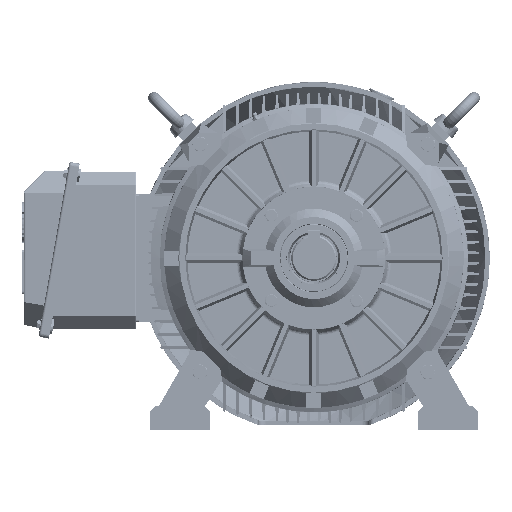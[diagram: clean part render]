
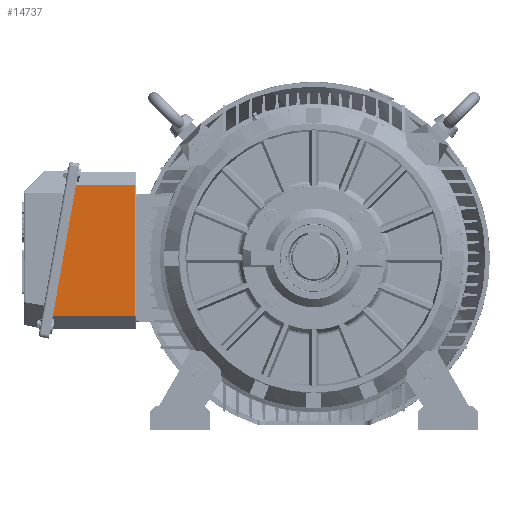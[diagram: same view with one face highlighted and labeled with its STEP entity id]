
A CAD part, left-side view. The second image highlights one B-rep face of the part: STEP entity #14737.
In plain terms, the highlighted face is planar.
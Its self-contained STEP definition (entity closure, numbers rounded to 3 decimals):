
#14288 = VERTEX_POINT ( 'NONE', #67066 ) ;
#14329 = VERTEX_POINT ( 'NONE', #67083 ) ;
#14340 = EDGE_CURVE ( 'NONE', #14342, #14329, #67180, .T. ) ;
#14342 = VERTEX_POINT ( 'NONE', #67173 ) ;
#14430 = EDGE_CURVE ( 'NONE', #14342, #14288, #133084, .T. ) ;
#14476 = VERTEX_POINT ( 'NONE', #133307 ) ;
#14485 = EDGE_CURVE ( 'NONE', #14476, #14329, #133289, .T. ) ;
#14737 = ADVANCED_FACE ( 'NONE', ( #133764 ), #133806, .T. ) ;
#14738 = EDGE_LOOP ( 'NONE', ( #14739, #14740, #14744, #14842 ) ) ;
#14739 = ORIENTED_EDGE ( 'NONE', *, *, #14485, .F. ) ;
#14740 = ORIENTED_EDGE ( 'NONE', *, *, #14742, .T. ) ;
#14742 = EDGE_CURVE ( 'NONE', #14476, #14288, #133800, .T. ) ;
#14744 = ORIENTED_EDGE ( 'NONE', *, *, #14430, .F. ) ;
#14842 = ORIENTED_EDGE ( 'NONE', *, *, #14340, .T. ) ;
#67066 = CARTESIAN_POINT ( 'NONE',  ( 17.929, 2., -120. ) ) ;
#67083 = CARTESIAN_POINT ( 'NONE',  ( 191.683, 110.839, -120. ) ) ;
#67173 = CARTESIAN_POINT ( 'NONE',  ( 17.929, 80.201, -120. ) ) ;
#67176 = DIRECTION ( 'NONE',  ( 0.985, 0.174, 0. ) ) ;
#67178 = VECTOR ( 'NONE', #67176, 1000. ) ;
#67179 = CARTESIAN_POINT ( 'NONE',  ( -13.175, 74.717, -120. ) ) ;
#67180 = LINE ( 'NONE', #67179, #67178 ) ;
#133079 = DIRECTION ( 'NONE',  ( 0., -1., 0. ) ) ;
#133080 = VECTOR ( 'NONE', #133079, 1000. ) ;
#133083 = CARTESIAN_POINT ( 'NONE',  ( 17.929, 0., -120. ) ) ;
#133084 = LINE ( 'NONE', #133083, #133080 ) ;
#133286 = DIRECTION ( 'NONE',  ( 0., 1., 0. ) ) ;
#133287 = VECTOR ( 'NONE', #133286, 1000. ) ;
#133288 = CARTESIAN_POINT ( 'NONE',  ( 191.683, 0., -120. ) ) ;
#133289 = LINE ( 'NONE', #133288, #133287 ) ;
#133307 = CARTESIAN_POINT ( 'NONE',  ( 191.683, 2., -120. ) ) ;
#133764 = FACE_OUTER_BOUND ( 'NONE', #14738, .T. ) ;
#133800 = LINE ( 'NONE', #133939, #133938 ) ;
#133802 = DIRECTION ( 'NONE',  ( -1., 0., 0. ) ) ;
#133803 = DIRECTION ( 'NONE',  ( 0., 0., -1. ) ) ;
#133804 = CARTESIAN_POINT ( 'NONE',  ( 0., 0., -120. ) ) ;
#133805 = AXIS2_PLACEMENT_3D ( 'NONE', #133804, #133803, #133802 ) ;
#133806 = PLANE ( 'NONE',  #133805 ) ;
#133936 = DIRECTION ( 'NONE',  ( -1., 0., 0. ) ) ;
#133938 = VECTOR ( 'NONE', #133936, 1000. ) ;
#133939 = CARTESIAN_POINT ( 'NONE',  ( 17.929, 2., -120. ) ) ;
